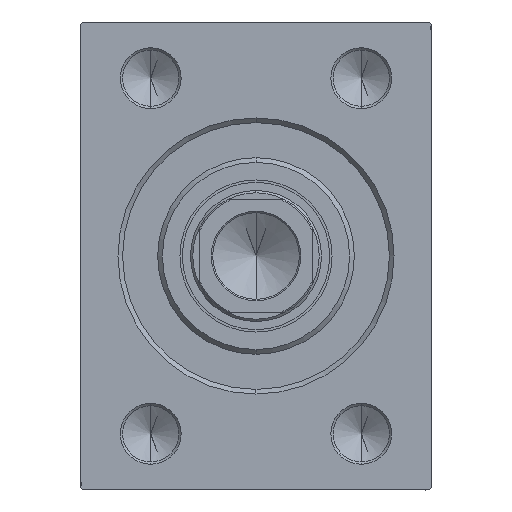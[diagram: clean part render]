
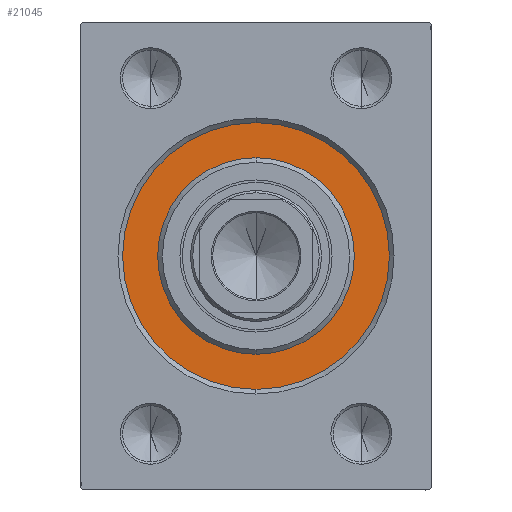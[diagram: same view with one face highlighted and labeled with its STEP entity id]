
A CAD part, left-side view. The second image highlights one B-rep face of the part: STEP entity #21045.
In plain terms, the highlighted face is planar.
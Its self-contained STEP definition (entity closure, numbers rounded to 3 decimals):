
#3257 = CARTESIAN_POINT ( 'NONE',  ( 0., 0., -21. ) ) ;
#4096 = DIRECTION ( 'NONE',  ( 0., 0., 1. ) ) ;
#4477 = DIRECTION ( 'NONE',  ( 0., 0., 1. ) ) ;
#4891 = EDGE_LOOP ( 'NONE', ( #17433, #32012 ) ) ;
#5397 = DIRECTION ( 'NONE',  ( 0., 0., 1. ) ) ;
#5557 = EDGE_LOOP ( 'NONE', ( #27403, #21404 ) ) ;
#6038 = CIRCLE ( 'NONE', #13182, 21. ) ;
#6781 = DIRECTION ( 'NONE',  ( 1., 0., 0. ) ) ;
#7253 = FACE_BOUND ( 'NONE', #4891, .T. ) ;
#7309 = VERTEX_POINT ( 'NONE', #3257 ) ;
#7893 = CARTESIAN_POINT ( 'NONE',  ( 0., 0., 21. ) ) ;
#9003 = DIRECTION ( 'NONE',  ( 0., 0., -1. ) ) ;
#9192 = EDGE_CURVE ( 'NONE', #7309, #23850, #22892, .T. ) ;
#11942 = CARTESIAN_POINT ( 'NONE',  ( 0., 0., 0. ) ) ;
#13182 = AXIS2_PLACEMENT_3D ( 'NONE', #31468, #6781, #20480 ) ;
#13495 = VERTEX_POINT ( 'NONE', #39711 ) ;
#15321 = DIRECTION ( 'NONE',  ( 1., 0., 0. ) ) ;
#17433 = ORIENTED_EDGE ( 'NONE', *, *, #30180, .F. ) ;
#19855 = CIRCLE ( 'NONE', #42798, 28.5 ) ;
#20480 = DIRECTION ( 'NONE',  ( 0., 0., -1. ) ) ;
#21045 = ADVANCED_FACE ( 'NONE', ( #7253, #27676 ), #41376, .F. ) ;
#21404 = ORIENTED_EDGE ( 'NONE', *, *, #37440, .F. ) ;
#22892 = CIRCLE ( 'NONE', #33622, 21. ) ;
#23118 = DIRECTION ( 'NONE',  ( -1., 0., 0. ) ) ;
#23850 = VERTEX_POINT ( 'NONE', #7893 ) ;
#24603 = AXIS2_PLACEMENT_3D ( 'NONE', #33227, #23118, #5397 ) ;
#24755 = DIRECTION ( 'NONE',  ( -1., 0., 0. ) ) ;
#24951 = EDGE_CURVE ( 'NONE', #13495, #37379, #29634, .T. ) ;
#27403 = ORIENTED_EDGE ( 'NONE', *, *, #24951, .F. ) ;
#27676 = FACE_OUTER_BOUND ( 'NONE', #5557, .T. ) ;
#29634 = CIRCLE ( 'NONE', #24603, 28.5 ) ;
#30180 = EDGE_CURVE ( 'NONE', #23850, #7309, #6038, .T. ) ;
#31271 = CARTESIAN_POINT ( 'NONE',  ( 0., 0., 0. ) ) ;
#31468 = CARTESIAN_POINT ( 'NONE',  ( 0., 0., 0. ) ) ;
#32012 = ORIENTED_EDGE ( 'NONE', *, *, #9192, .F. ) ;
#33227 = CARTESIAN_POINT ( 'NONE',  ( 0., 0., 0. ) ) ;
#33622 = AXIS2_PLACEMENT_3D ( 'NONE', #11942, #15321, #9003 ) ;
#34794 = CARTESIAN_POINT ( 'NONE',  ( 0., 0., 28.5 ) ) ;
#35020 = DIRECTION ( 'NONE',  ( -1., 0., 0. ) ) ;
#35995 = AXIS2_PLACEMENT_3D ( 'NONE', #31271, #24755, #4096 ) ;
#37379 = VERTEX_POINT ( 'NONE', #34794 ) ;
#37440 = EDGE_CURVE ( 'NONE', #37379, #13495, #19855, .T. ) ;
#39711 = CARTESIAN_POINT ( 'NONE',  ( 0., 0., -28.5 ) ) ;
#41376 = PLANE ( 'NONE',  #35995 ) ;
#42643 = CARTESIAN_POINT ( 'NONE',  ( 0., 0., 0. ) ) ;
#42798 = AXIS2_PLACEMENT_3D ( 'NONE', #42643, #35020, #4477 ) ;
